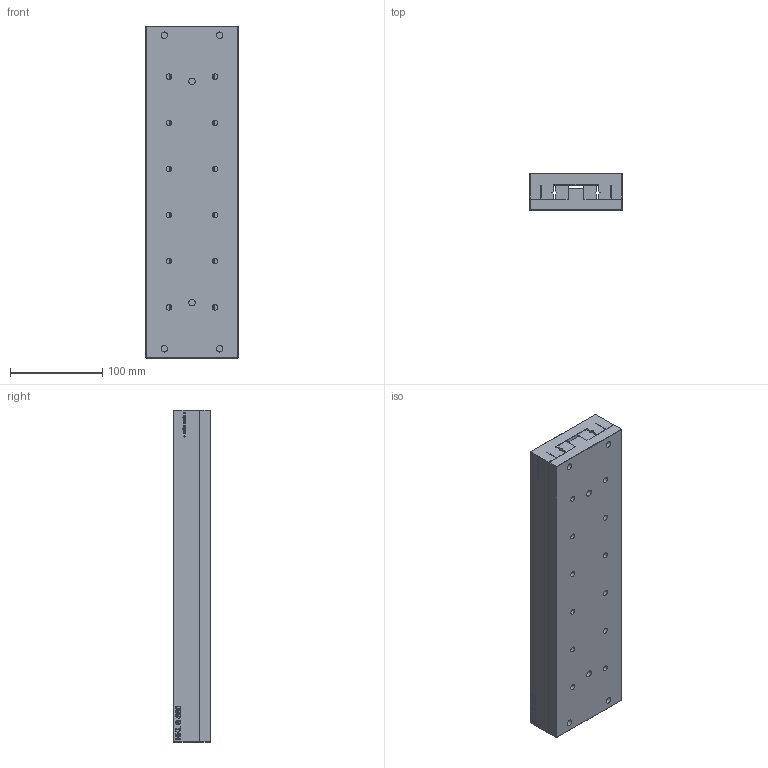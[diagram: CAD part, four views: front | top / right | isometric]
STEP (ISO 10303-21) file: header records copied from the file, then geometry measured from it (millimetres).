
FILE_DESCRIPTION(('FreeCAD Model'),'2;1');
FILE_NAME('NKL 6-360.step', '2020-07-24T19:59:54',('Author'),(''), 'Open CASCADE STEP processor 6.8','FreeCAD','Unknown');
FILE_SCHEMA(('AUTOMOTIVE_DESIGN_CC2 { 1 2 10303 214 -1 1 5 4 }'));
Length unit declared in the file: millimetre
Products named in the file (3): ASSEMBLY; OT; UT
Assembly tree (2 placements, depth 2):
  ASSEMBLY
    OT
    UT
Bounding box: 100 x 40 x 360 mm (x, y, z)
Volume: 1374213.4 mm3; surface area: 272096 mm2
Topology: 4 solids, 4 shells, 839 faces, 2277 edges, 1466 vertices
Faces by surface type: extrusion 432, plane 347, cylinder 36, cone 24
Full cylindrical faces by diameter (mm): 6 x24, 7 x6, 15 x6
Entity records: 56288 total; most frequent: CARTESIAN_POINT 13416, DIRECTION 6455, VECTOR 5219, LINE 4787, ORIENTED_EDGE 4554, PCURVE 4554, DEFINITIONAL_REPRESENTATION 4554, EDGE_CURVE 2277
